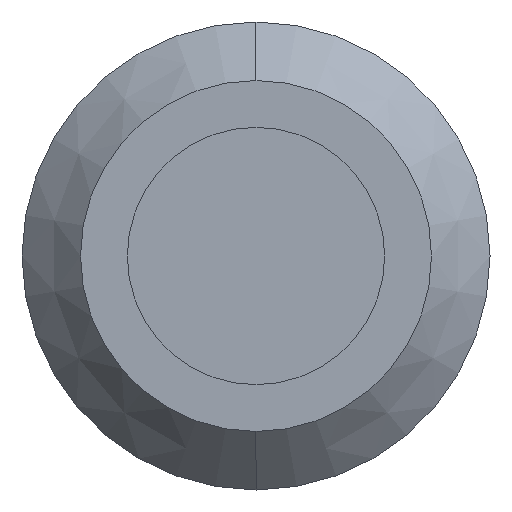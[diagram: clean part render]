
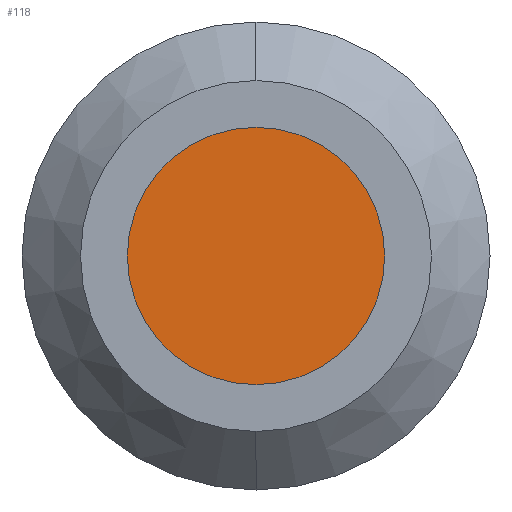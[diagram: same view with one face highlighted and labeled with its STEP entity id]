
A CAD part, left-side view. The second image highlights one B-rep face of the part: STEP entity #118.
In plain terms, the highlighted planar face has unit normal (-1, 0, 0).
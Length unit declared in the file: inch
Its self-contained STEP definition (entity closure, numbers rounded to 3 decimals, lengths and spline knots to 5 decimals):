
#3 = PLANE ( 'NONE',  #369 ) ;
#16 = CARTESIAN_POINT ( 'NONE',  ( -1.83071, 0., 0. ) ) ;
#29 = DIRECTION ( 'NONE',  ( -1., 0., 0. ) ) ;
#41 = ORIENTED_EDGE ( 'NONE', *, *, #425, .T. ) ;
#58 = EDGE_LOOP ( 'NONE', ( #41, #109 ) ) ;
#103 = CIRCLE ( 'NONE', #302, 0.04331 ) ;
#109 = ORIENTED_EDGE ( 'NONE', *, *, #394, .T. ) ;
#118 = ADVANCED_FACE ( 'NONE', ( #130 ), #3, .T. ) ;
#129 = CIRCLE ( 'NONE', #340, 0.04331 ) ;
#130 = FACE_OUTER_BOUND ( 'NONE', #58, .T. ) ;
#172 = VERTEX_POINT ( 'NONE', #496 ) ;
#187 = DIRECTION ( 'NONE',  ( -1., 0., 0. ) ) ;
#202 = DIRECTION ( 'NONE',  ( 0., 1., 0. ) ) ;
#209 = CARTESIAN_POINT ( 'NONE',  ( -1.83071, 0., 0.04331 ) ) ;
#249 = DIRECTION ( 'NONE',  ( 0., -1., 0. ) ) ;
#302 = AXIS2_PLACEMENT_3D ( 'NONE', #434, #187, #202 ) ;
#339 = VERTEX_POINT ( 'NONE', #209 ) ;
#340 = AXIS2_PLACEMENT_3D ( 'NONE', #431, #447, #490 ) ;
#369 = AXIS2_PLACEMENT_3D ( 'NONE', #16, #29, #249 ) ;
#394 = EDGE_CURVE ( 'NONE', #339, #172, #129, .T. ) ;
#425 = EDGE_CURVE ( 'NONE', #172, #339, #103, .T. ) ;
#431 = CARTESIAN_POINT ( 'NONE',  ( -1.83071, 0., 0. ) ) ;
#434 = CARTESIAN_POINT ( 'NONE',  ( -1.83071, 0., 0. ) ) ;
#447 = DIRECTION ( 'NONE',  ( -1., 0., 0. ) ) ;
#490 = DIRECTION ( 'NONE',  ( 0., 1., 0. ) ) ;
#496 = CARTESIAN_POINT ( 'NONE',  ( -1.83071, 0., -0.04331 ) ) ;
